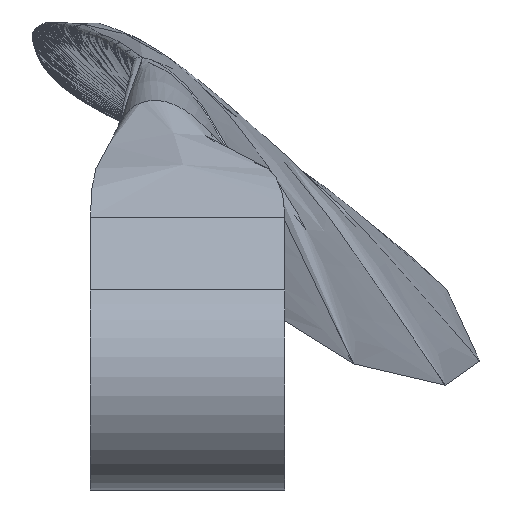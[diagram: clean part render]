
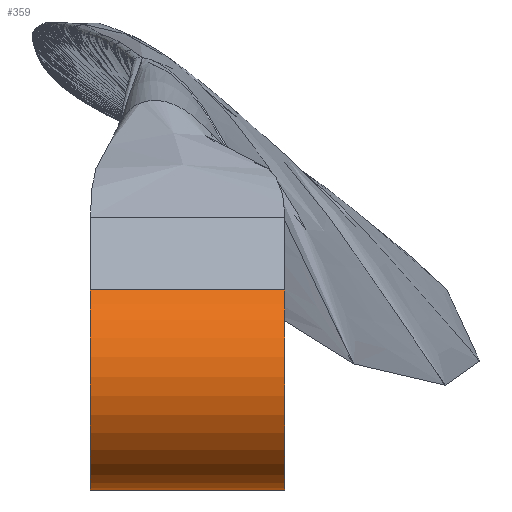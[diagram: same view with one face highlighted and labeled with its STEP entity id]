
A CAD part, front view. The second image highlights one B-rep face of the part: STEP entity #359.
In plain terms, the highlighted cylindrical face has radius 3.5 mm (diameter 7 mm), a partial arc.
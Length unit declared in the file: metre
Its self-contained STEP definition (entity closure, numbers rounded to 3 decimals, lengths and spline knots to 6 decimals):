
#37=VECTOR('',#416,1.);
#38=VECTOR('',#417,1.);
#47=LINE('',#1962,#37);
#48=LINE('',#1963,#38);
#60=CIRCLE('',#4032,0.0035);
#61=CIRCLE('',#4034,0.0035);
#63=CYLINDRICAL_SURFACE('',#4033,0.0035);
#105=VERTEX_POINT('',#1951);
#106=VERTEX_POINT('',#1952);
#109=VERTEX_POINT('',#1960);
#110=VERTEX_POINT('',#1961);
#182=EDGE_CURVE('',#105,#106,#60,.T.);
#186=EDGE_CURVE('',#109,#110,#61,.T.);
#187=EDGE_CURVE('',#110,#105,#47,.T.);
#188=EDGE_CURVE('',#106,#109,#48,.T.);
#248=ORIENTED_EDGE('',*,*,#186,.T.);
#249=ORIENTED_EDGE('',*,*,#187,.T.);
#250=ORIENTED_EDGE('',*,*,#182,.T.);
#251=ORIENTED_EDGE('',*,*,#188,.T.);
#321=EDGE_LOOP('',(#248,#249,#250,#251));
#341=FACE_BOUND('',#321,.T.);
#359=ADVANCED_FACE('',(#341),#63,.T.);
#407=DIRECTION('',(-1.,0.,0.));
#408=DIRECTION('',(0.,0.,-0.003));
#412=DIRECTION('',(-1.,0.,0.));
#413=DIRECTION('',(0.,0.,-0.003));
#414=DIRECTION('',(1.,0.,0.));
#415=DIRECTION('',(0.,-0.003,0.));
#416=DIRECTION('',(1.,0.,0.));
#417=DIRECTION('',(-1.,0.,0.));
#1950=CARTESIAN_POINT('',(0.003221,0.013497,-0.007229));
#1951=CARTESIAN_POINT('',(0.003221,0.015747,-0.00991));
#1952=CARTESIAN_POINT('',(0.003221,0.011247,-0.004548));
#1958=CARTESIAN_POINT('',(-0.000586,0.013497,-0.007229));
#1959=CARTESIAN_POINT('',(-0.002779,0.013497,-0.007229));
#1960=CARTESIAN_POINT('',(-0.002779,0.011247,-0.004548));
#1961=CARTESIAN_POINT('',(-0.002779,0.015747,-0.00991));
#1962=CARTESIAN_POINT('',(-0.000586,0.015747,-0.00991));
#1963=CARTESIAN_POINT('',(0.001313,0.011247,-0.004548));
#4032=AXIS2_PLACEMENT_3D('',#1950,#407,#408);
#4033=AXIS2_PLACEMENT_3D('',#1958,#412,#413);
#4034=AXIS2_PLACEMENT_3D('',#1959,#414,#415);
